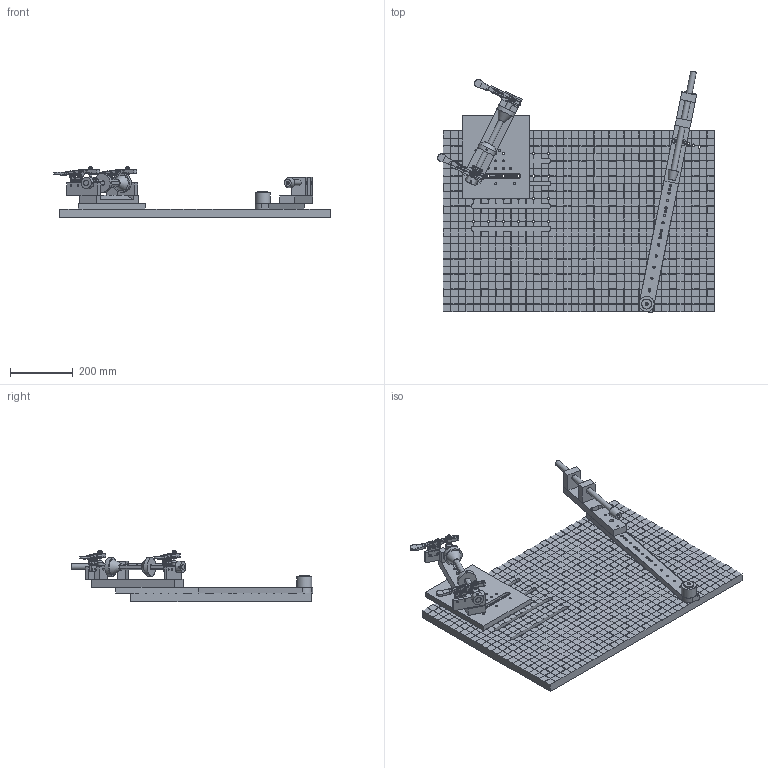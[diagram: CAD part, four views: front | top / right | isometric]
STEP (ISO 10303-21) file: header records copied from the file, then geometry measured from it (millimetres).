
FILE_DESCRIPTION(('FreeCAD Model'),'2;1');
FILE_NAME('Open CASCADE Shape Model','2025-05-29T12:36:50',('FreeCAD'),( 'FreeCAD'),'Open CASCADE STEP processor 7.6','FreeCAD','Unknown');
FILE_SCHEMA(('AUTOMOTIVE_DESIGN { 1 0 10303 214 1 1 1 1 }'));
Products named in the file (1): Open CASCADE STEP translator 7.6 1
Bounding box: 883.53 x 771.77 x 164.02 mm (x, y, z)
Volume: 16282163 mm3; surface area: 1661496.3 mm2
Topology: 34 solids, 34 shells, 6806 faces, 15494 edges, 8792 vertices
Faces by surface type: bspline 6806
Entity records: 179850 total; most frequent: CARTESIAN_POINT 83579, ORIENTED_EDGE 30960, EDGE_CURVE 15480, B_SPLINE_CURVE_WITH_KNOTS 13725, VERTEX_POINT 8792, FACE_BOUND 7132, EDGE_LOOP 7132, ADVANCED_FACE 6806
